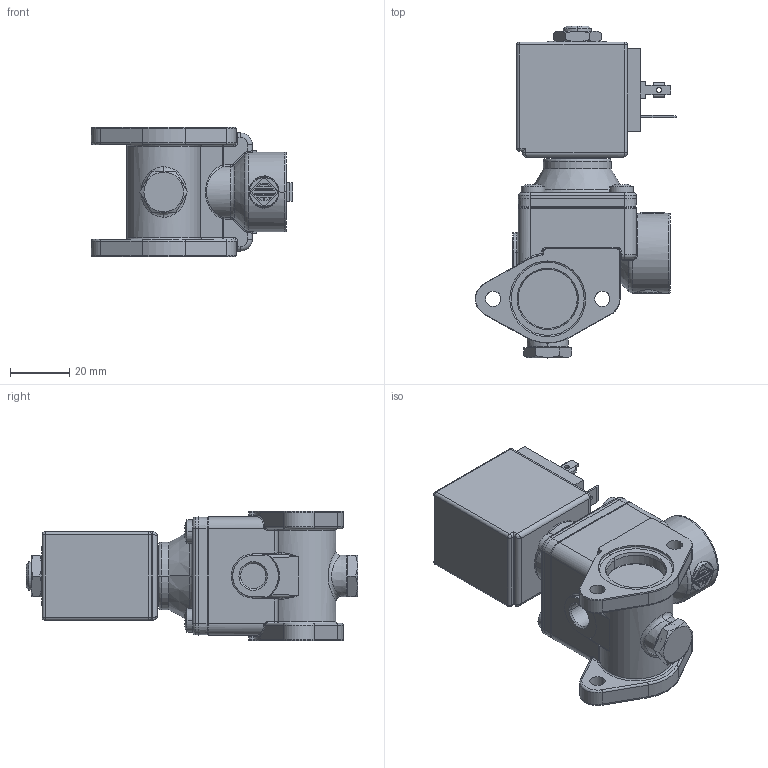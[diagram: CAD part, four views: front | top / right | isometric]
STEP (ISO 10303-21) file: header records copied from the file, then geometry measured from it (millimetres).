
FILE_DESCRIPTION((''),'2;1');
FILE_NAME('4743K0V120_INGOMBRO_ASM','2009-07-13T',('romeri'),('O.D.E.'),'PRO/ENGINEER BY PARAMETRIC TECHNOLOGY CORPORATION, 2005450','PRO/ENGINEER BY PARAMETRIC TECHNOLOGY CORPORATION, 2005450','');
FILE_SCHEMA(('CONFIG_CONTROL_DESIGN'));
Length unit declared in the file: millimetre
Products named in the file (8): 4743_B_INGOMBRO; 450938_INGOMBRO; 400425_INGOMBRO; 990445; BOBINA_8_W_INGOMBRO; 450145; 450146; 4743K0V120_INGOMBRO_ASM
Assembly tree (10 placements, depth 2):
  4743K0V120_INGOMBRO_ASM
    4743_B_INGOMBRO
    450938_INGOMBRO
    400425_INGOMBRO
    990445  x4
    BOBINA_8_W_INGOMBRO
    450145
    450146
Bounding box: 68.13 x 112.5 x 44 mm (x, y, z)
Volume: 111826.5 mm3; surface area: 39140.6 mm2
Topology: 10 solids, 15 shells, 785 faces, 1807 edges, 1080 vertices
Faces by surface type: plane 293, cylinder 240, cone 91, torus 84, bspline 48, sphere 29
Entity records: 31748 total; most frequent: CARTESIAN_POINT 6798, DIRECTION 3455, ORIENTED_EDGE 3234, PRESENTATION_STYLE_ASSIGNMENT 1945, EDGE_CURVE 1617, STYLED_ITEM 1503, CURVE_STYLE 1397, AXIS2_PLACEMENT_3D 1332
